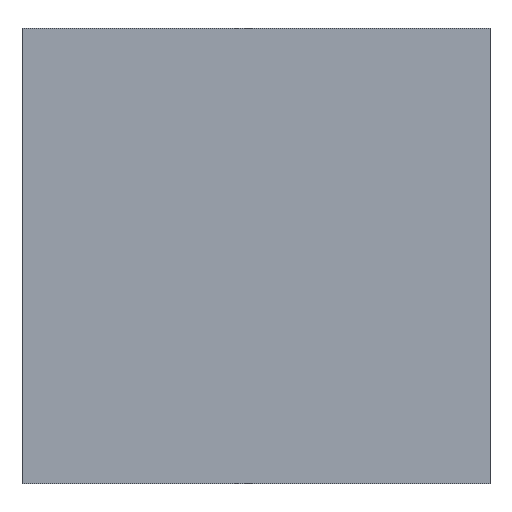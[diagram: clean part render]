
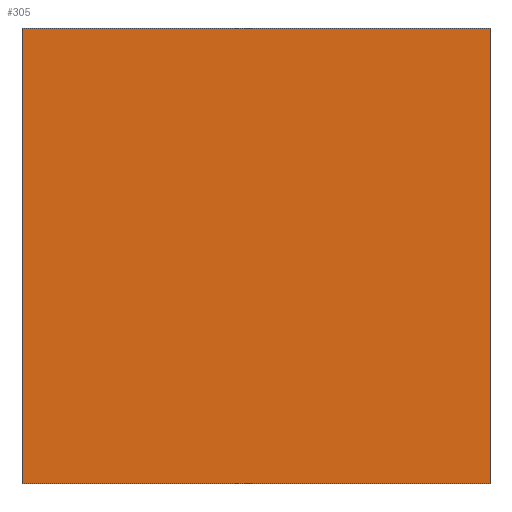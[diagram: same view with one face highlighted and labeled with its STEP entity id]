
A CAD part, front view. The second image highlights one B-rep face of the part: STEP entity #305.
In plain terms, the highlighted planar face has unit normal (0, -1, 0).
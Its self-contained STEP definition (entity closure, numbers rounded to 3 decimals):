
#2 = EDGE_LOOP ( 'NONE', ( #32, #34, #35, #33 ) ) ;
#32 = ORIENTED_EDGE ( 'NONE', *, *, #284, .F. ) ;
#33 = ORIENTED_EDGE ( 'NONE', *, *, #289, .F. ) ;
#34 = ORIENTED_EDGE ( 'NONE', *, *, #293, .F. ) ;
#35 = ORIENTED_EDGE ( 'NONE', *, *, #291, .F. ) ;
#52 = VERTEX_POINT ( 'NONE', #64 ) ;
#53 = VERTEX_POINT ( 'NONE', #65 ) ;
#57 = VERTEX_POINT ( 'NONE', #69 ) ;
#59 = VERTEX_POINT ( 'NONE', #71 ) ;
#64 = CARTESIAN_POINT ( 'NONE',  ( -24.098, 0., -23.864 ) ) ;
#65 = CARTESIAN_POINT ( 'NONE',  ( -24.098, 0., 28.075 ) ) ;
#69 = CARTESIAN_POINT ( 'NONE',  ( 29.245, 0., 28.075 ) ) ;
#71 = CARTESIAN_POINT ( 'NONE',  ( 29.245, 0., -23.864 ) ) ;
#83 = LINE ( 'NONE', #84, #263 ) ;
#84 = CARTESIAN_POINT ( 'NONE',  ( -24.098, 0., -23.864 ) ) ;
#85 = DIRECTION ( 'NONE',  ( 0., 0., 1. ) ) ;
#98 = LINE ( 'NONE', #99, #258 ) ;
#99 = CARTESIAN_POINT ( 'NONE',  ( -24.098, 0., 28.075 ) ) ;
#100 = DIRECTION ( 'NONE',  ( 1., 0., 0. ) ) ;
#104 = LINE ( 'NONE', #105, #256 ) ;
#105 = CARTESIAN_POINT ( 'NONE',  ( 29.245, 0., -23.864 ) ) ;
#106 = DIRECTION ( 'NONE',  ( 0., 0., -1. ) ) ;
#110 = LINE ( 'NONE', #111, #254 ) ;
#111 = CARTESIAN_POINT ( 'NONE',  ( -24.098, 0., -23.864 ) ) ;
#112 = DIRECTION ( 'NONE',  ( -1., 0., 0. ) ) ;
#148 = PLANE ( 'NONE',  #239 ) ;
#149 = CARTESIAN_POINT ( 'NONE',  ( 0., 0., 0. ) ) ;
#150 = DIRECTION ( 'NONE',  ( 0., 1., 0. ) ) ;
#151 = DIRECTION ( 'NONE',  ( 0., 0., 1. ) ) ;
#239 = AXIS2_PLACEMENT_3D ( 'NONE', #149, #150, #151 ) ;
#242 = FACE_OUTER_BOUND ( 'NONE', #2, .T. ) ;
#254 = VECTOR ( 'NONE', #112, 1000. ) ;
#256 = VECTOR ( 'NONE', #106, 1000. ) ;
#258 = VECTOR ( 'NONE', #100, 1000. ) ;
#263 = VECTOR ( 'NONE', #85, 1000. ) ;
#284 = EDGE_CURVE ( 'NONE', #52, #53, #83, .T. ) ;
#289 = EDGE_CURVE ( 'NONE', #53, #57, #98, .T. ) ;
#291 = EDGE_CURVE ( 'NONE', #57, #59, #104, .T. ) ;
#293 = EDGE_CURVE ( 'NONE', #59, #52, #110, .T. ) ;
#305 = ADVANCED_FACE ( 'NONE', ( #242 ), #148, .F. ) ;
